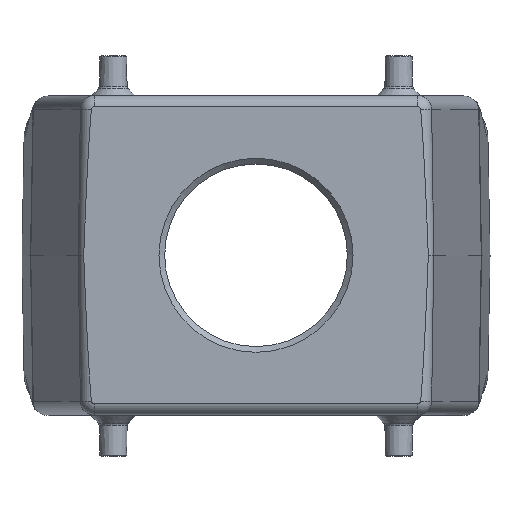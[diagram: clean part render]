
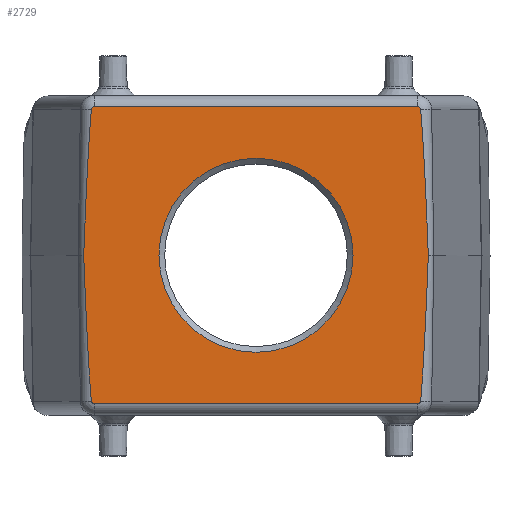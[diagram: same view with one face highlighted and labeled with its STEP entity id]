
A CAD part, top view. The second image highlights one B-rep face of the part: STEP entity #2729.
In plain terms, the highlighted planar face has unit normal (0, 0, 1).
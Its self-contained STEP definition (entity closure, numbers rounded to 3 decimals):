
#2729=ADVANCED_FACE('',(#3349,#3350),#3018,.T.);
#3018=PLANE('',#14812);
#3039=ELLIPSE('',#13868,143.262,2.5);
#3041=ELLIPSE('',#13875,143.262,2.5);
#3043=ELLIPSE('',#13879,143.262,2.5);
#3044=ELLIPSE('',#13886,143.262,2.5);
#3349=FACE_BOUND('',#4070,.T.);
#3350=FACE_BOUND('',#4071,.T.);
#4070=EDGE_LOOP('',(#7057));
#4071=EDGE_LOOP('',(#7058,#7059,#7060,#7061,#7062,#7063,#7064,#7065,#7066,
#7067));
#7057=ORIENTED_EDGE('',*,*,#9525,.T.);
#7058=ORIENTED_EDGE('',*,*,#8098,.F.);
#7059=ORIENTED_EDGE('',*,*,#8104,.F.);
#7060=ORIENTED_EDGE('',*,*,#8110,.F.);
#7061=ORIENTED_EDGE('',*,*,#8116,.F.);
#7062=ORIENTED_EDGE('',*,*,#8121,.F.);
#7063=ORIENTED_EDGE('',*,*,#8118,.F.);
#7064=ORIENTED_EDGE('',*,*,#8112,.F.);
#7065=ORIENTED_EDGE('',*,*,#8106,.F.);
#7066=ORIENTED_EDGE('',*,*,#8100,.F.);
#7067=ORIENTED_EDGE('',*,*,#8094,.F.);
#7152=VERTEX_POINT('',#19412);
#7154=VERTEX_POINT('',#19415);
#7157=VERTEX_POINT('',#19422);
#7158=VERTEX_POINT('',#19427);
#7160=VERTEX_POINT('',#19433);
#7162=VERTEX_POINT('',#19439);
#7164=VERTEX_POINT('',#19445);
#7166=VERTEX_POINT('',#19451);
#7168=VERTEX_POINT('',#19457);
#7170=VERTEX_POINT('',#19463);
#8019=VERTEX_POINT('',#26197);
#8094=EDGE_CURVE('',#7152,#7154,#9548,.T.);
#8098=EDGE_CURVE('',#7157,#7152,#11224,.T.);
#8100=EDGE_CURVE('',#7154,#7158,#3039,.T.);
#8104=EDGE_CURVE('',#7160,#7157,#9553,.T.);
#8106=EDGE_CURVE('',#7158,#7162,#3041,.T.);
#8110=EDGE_CURVE('',#7164,#7160,#3043,.T.);
#8112=EDGE_CURVE('',#7162,#7166,#9556,.T.);
#8116=EDGE_CURVE('',#7168,#7164,#3044,.T.);
#8118=EDGE_CURVE('',#7166,#7170,#11230,.T.);
#8121=EDGE_CURVE('',#7170,#7168,#9561,.T.);
#9525=EDGE_CURVE('',#8019,#8019,#9815,.T.);
#9548=CIRCLE('',#13862,0.519);
#9553=CIRCLE('',#13872,0.519);
#9556=CIRCLE('',#13881,0.519);
#9561=CIRCLE('',#13890,0.519);
#9815=CIRCLE('',#14811,17.);
#11224=LINE('',#19423,#12128);
#11230=LINE('',#19462,#12134);
#12128=VECTOR('',#15073,1.);
#12134=VECTOR('',#15121,1.);
#13862=AXIS2_PLACEMENT_3D('',#19414,#15063,#15064);
#13868=AXIS2_PLACEMENT_3D('',#19426,#15077,#15078);
#13872=AXIS2_PLACEMENT_3D('',#19435,#15086,#15087);
#13875=AXIS2_PLACEMENT_3D('',#19438,#15092,#15093);
#13879=AXIS2_PLACEMENT_3D('',#19447,#15101,#15102);
#13881=AXIS2_PLACEMENT_3D('',#19450,#15106,#15107);
#13886=AXIS2_PLACEMENT_3D('',#19459,#15116,#15117);
#13890=AXIS2_PLACEMENT_3D('',#19468,#15127,#15128);
#14811=AXIS2_PLACEMENT_3D('',#26196,#17722,#17723);
#14812=AXIS2_PLACEMENT_3D('',#26198,#17724,#17725);
#15063=DIRECTION('',(0.,0.,-1.));
#15064=DIRECTION('',(1.,0.,0.));
#15073=DIRECTION('',(1.,0.,0.));
#15077=DIRECTION('',(0.,0.,-1.));
#15078=DIRECTION('',(-0.014,1.,0.));
#15086=DIRECTION('',(0.,0.,-1.));
#15087=DIRECTION('',(1.,0.,0.));
#15092=DIRECTION('',(0.,0.,-1.));
#15093=DIRECTION('',(0.014,1.,0.));
#15101=DIRECTION('',(0.,0.,-1.));
#15102=DIRECTION('',(0.014,1.,0.));
#15106=DIRECTION('',(0.,0.,-1.));
#15107=DIRECTION('',(1.,0.,0.));
#15116=DIRECTION('',(0.,0.,-1.));
#15117=DIRECTION('',(-0.014,1.,0.));
#15121=DIRECTION('',(-1.,0.,0.));
#15127=DIRECTION('',(0.,0.,-1.));
#15128=DIRECTION('',(1.,0.,0.));
#17722=DIRECTION('',(0.,0.,-1.));
#17723=DIRECTION('',(1.,0.,0.));
#17724=DIRECTION('',(0.,0.,1.));
#17725=DIRECTION('',(1.,0.,0.));
#19412=CARTESIAN_POINT('',(28.325,26.019,67.75));
#19414=CARTESIAN_POINT('',(28.325,25.5,67.75));
#19415=CARTESIAN_POINT('',(28.842,25.55,67.75));
#19422=CARTESIAN_POINT('',(-28.325,26.019,67.75));
#19423=CARTESIAN_POINT('',(30.753,26.019,67.75));
#19426=CARTESIAN_POINT('',(30.341,-114.602,67.75));
#19427=CARTESIAN_POINT('',(30.192,0.,67.75));
#19433=CARTESIAN_POINT('',(-28.842,25.55,67.75));
#19435=CARTESIAN_POINT('',(-28.325,25.5,67.75));
#19438=CARTESIAN_POINT('',(30.341,114.602,67.75));
#19439=CARTESIAN_POINT('',(28.842,-25.55,67.75));
#19445=CARTESIAN_POINT('',(-30.192,0.,67.75));
#19447=CARTESIAN_POINT('',(-30.341,-114.602,67.75));
#19450=CARTESIAN_POINT('',(28.325,-25.5,67.75));
#19451=CARTESIAN_POINT('',(28.325,-26.019,67.75));
#19457=CARTESIAN_POINT('',(-28.842,-25.55,67.75));
#19459=CARTESIAN_POINT('',(-30.341,114.602,67.75));
#19462=CARTESIAN_POINT('',(0.,-26.019,67.75));
#19463=CARTESIAN_POINT('',(-28.325,-26.019,67.75));
#19468=CARTESIAN_POINT('',(-28.325,-25.5,67.75));
#26196=CARTESIAN_POINT('',(0.,0.,67.75));
#26197=CARTESIAN_POINT('',(17.,0.,67.75));
#26198=CARTESIAN_POINT('',(0.,0.,67.75));
